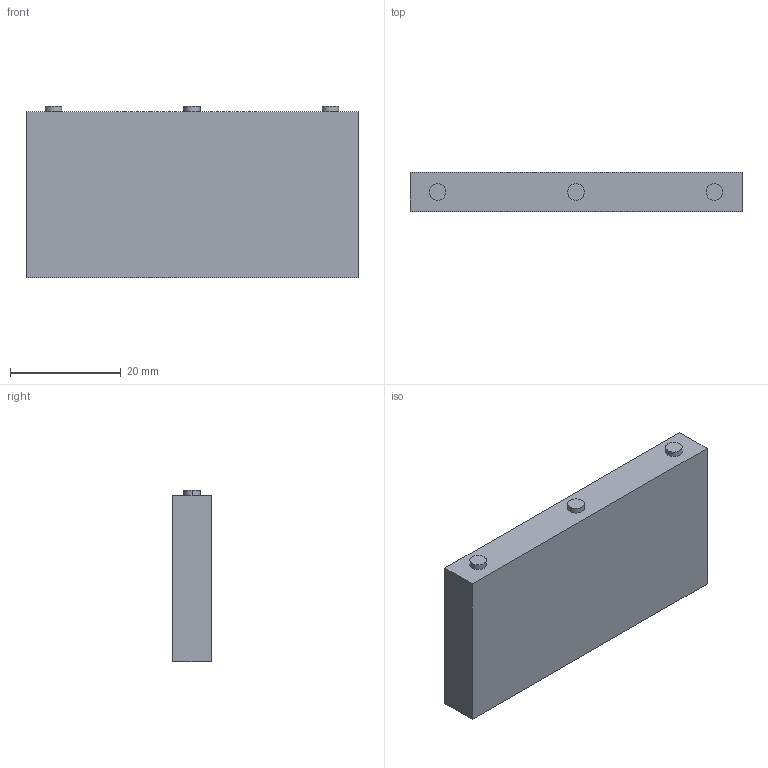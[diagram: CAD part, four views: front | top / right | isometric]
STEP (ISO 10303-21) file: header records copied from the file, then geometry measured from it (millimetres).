
FILE_DESCRIPTION(('produced by SPATIAL CORP'),'2;1');
FILE_NAME( 'box.prt.hh.sat.stp', '2002-04-19T13:56:36+00:00',('SPATIAL CORP'),('SPATIAL CORP'), 'ACIS STEP Husk','http://www.spatial.com','SPATIAL CORP');
FILE_SCHEMA(('CONFIG_CONTROL_DESIGN'));
Length unit declared in the file: millimetre
Products named in the file (1): PRODUCT_ID_1
Bounding box: 60 x 7 x 31 mm (x, y, z)
Volume: 12621.2 mm3; surface area: 4888.3 mm2
Topology: 1 solids, 1 shells, 15 faces, 30 edges, 20 vertices
Faces by surface type: plane 9, cylinder 6
Entity records: 481 total; most frequent: DIRECTION 72, CARTESIAN_POINT 65, ORIENTED_EDGE 60, EDGE_CURVE 30, AXIS2_PLACEMENT_3D 27, VERTEX_POINT 20, EDGE_LOOP 18, FACE_BOUND 18
